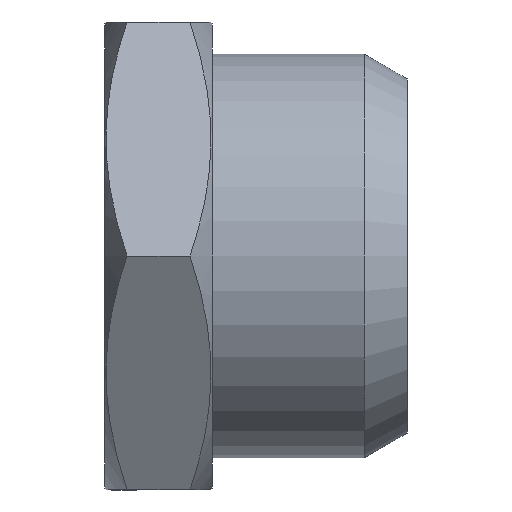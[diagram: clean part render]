
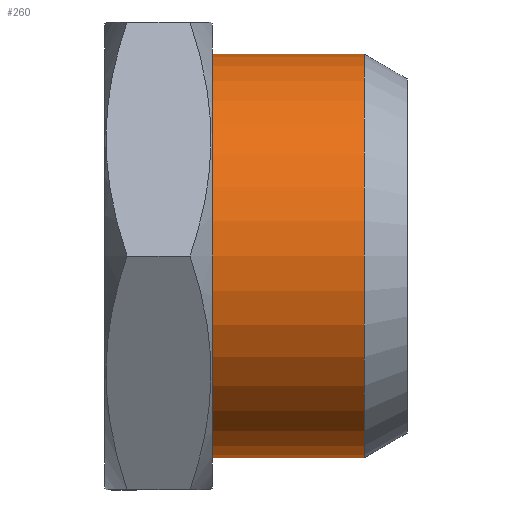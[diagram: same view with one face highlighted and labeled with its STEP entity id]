
A CAD part, left-side view. The second image highlights one B-rep face of the part: STEP entity #260.
In plain terms, the highlighted cylindrical face has radius 10.35 mm (diameter 20.7 mm), a partial arc.
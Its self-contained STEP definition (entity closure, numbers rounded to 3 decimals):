
#104 = VERTEX_POINT ( 'NONE', #567 ) ;
#105 = VERTEX_POINT ( 'NONE', #566 ) ;
#107 = EDGE_CURVE ( 'NONE', #105, #108, #565, .T. ) ;
#108 = VERTEX_POINT ( 'NONE', #561 ) ;
#251 = ORIENTED_EDGE ( 'NONE', *, *, #107, .F. ) ;
#252 = ORIENTED_EDGE ( 'NONE', *, *, #258, .T. ) ;
#254 = ORIENTED_EDGE ( 'NONE', *, *, #265, .T. ) ;
#258 = EDGE_CURVE ( 'NONE', #105, #104, #421, .T. ) ;
#259 = EDGE_LOOP ( 'NONE', ( #251, #252, #254, #261 ) ) ;
#260 = ADVANCED_FACE ( 'NONE', ( #416 ), #415, .T. ) ;
#261 = ORIENTED_EDGE ( 'NONE', *, *, #262, .F. ) ;
#262 = EDGE_CURVE ( 'NONE', #108, #332, #410, .T. ) ;
#265 = EDGE_CURVE ( 'NONE', #104, #332, #405, .T. ) ;
#332 = VERTEX_POINT ( 'NONE', #763 ) ;
#402 = DIRECTION ( 'NONE',  ( 0., 1., 0. ) ) ;
#403 = VECTOR ( 'NONE', #402, 1000. ) ;
#404 = CARTESIAN_POINT ( 'NONE',  ( 0., 17.464, 10.35 ) ) ;
#405 = LINE ( 'NONE', #404, #403 ) ;
#406 = DIRECTION ( 'NONE',  ( 0., 0., 1. ) ) ;
#407 = DIRECTION ( 'NONE',  ( 0., 1., 0. ) ) ;
#408 = CARTESIAN_POINT ( 'NONE',  ( 0., 10., 0. ) ) ;
#409 = AXIS2_PLACEMENT_3D ( 'NONE', #408, #407, #406 ) ;
#410 = CIRCLE ( 'NONE', #409, 10.35 ) ;
#411 = DIRECTION ( 'NONE',  ( 0., 0., 1. ) ) ;
#412 = DIRECTION ( 'NONE',  ( 0., 1., 0. ) ) ;
#413 = AXIS2_PLACEMENT_3D ( 'NONE', #414, #412, #411 ) ;
#414 = CARTESIAN_POINT ( 'NONE',  ( 0., 17.464, 0. ) ) ;
#415 = CYLINDRICAL_SURFACE ( 'NONE', #413, 10.35 ) ;
#416 = FACE_OUTER_BOUND ( 'NONE', #259, .T. ) ;
#417 = DIRECTION ( 'NONE',  ( 0., 0., 1. ) ) ;
#418 = DIRECTION ( 'NONE',  ( 0., 1., 0. ) ) ;
#419 = CARTESIAN_POINT ( 'NONE',  ( 0., 2.2, 0. ) ) ;
#420 = AXIS2_PLACEMENT_3D ( 'NONE', #419, #418, #417 ) ;
#421 = CIRCLE ( 'NONE', #420, 10.35 ) ;
#561 = CARTESIAN_POINT ( 'NONE',  ( 0., 10., -10.35 ) ) ;
#562 = DIRECTION ( 'NONE',  ( 0., 1., 0. ) ) ;
#563 = VECTOR ( 'NONE', #562, 1000. ) ;
#564 = CARTESIAN_POINT ( 'NONE',  ( 0., 17.464, -10.35 ) ) ;
#565 = LINE ( 'NONE', #564, #563 ) ;
#566 = CARTESIAN_POINT ( 'NONE',  ( 0., 2.2, -10.35 ) ) ;
#567 = CARTESIAN_POINT ( 'NONE',  ( 0., 2.2, 10.35 ) ) ;
#763 = CARTESIAN_POINT ( 'NONE',  ( 0., 10., 10.35 ) ) ;
